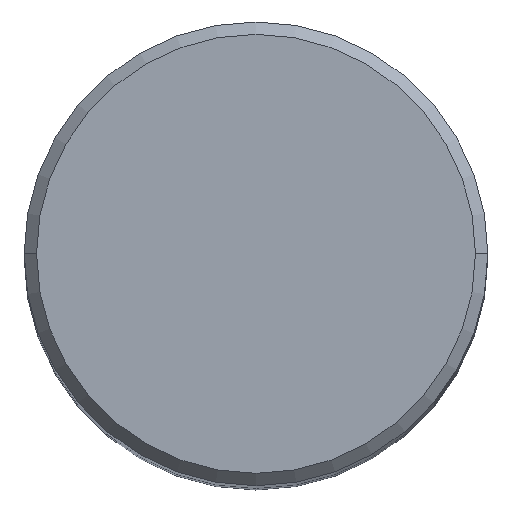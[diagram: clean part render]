
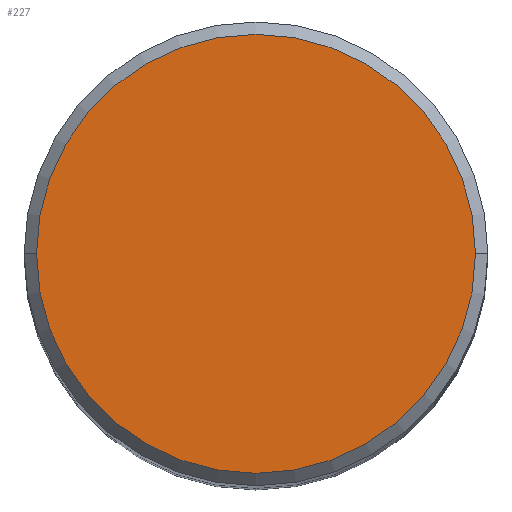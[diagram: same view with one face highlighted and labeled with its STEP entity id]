
A CAD part, top view. The second image highlights one B-rep face of the part: STEP entity #227.
In plain terms, the highlighted planar face has unit normal (0, 0, 1).
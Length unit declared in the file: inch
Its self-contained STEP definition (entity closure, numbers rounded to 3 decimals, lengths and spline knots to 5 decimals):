
#3 = CIRCLE ( 'NONE', #409, 0.355 ) ;
#21 = DIRECTION ( 'NONE',  ( 1., 0., 0. ) ) ;
#53 = CARTESIAN_POINT ( 'NONE',  ( 0., 0., 0. ) ) ;
#78 = VERTEX_POINT ( 'NONE', #295 ) ;
#80 = CARTESIAN_POINT ( 'NONE',  ( 0., 0.355, 0. ) ) ;
#91 = AXIS2_PLACEMENT_3D ( 'NONE', #53, #95, #21 ) ;
#95 = DIRECTION ( 'NONE',  ( 0., 0., 1. ) ) ;
#127 = DIRECTION ( 'NONE',  ( 0., 0., -1. ) ) ;
#136 = ORIENTED_EDGE ( 'NONE', *, *, #308, .T. ) ;
#147 = PLANE ( 'NONE',  #315 ) ;
#151 = VERTEX_POINT ( 'NONE', #162 ) ;
#155 = CIRCLE ( 'NONE', #91, 0.355 ) ;
#158 = DIRECTION ( 'NONE',  ( -1., 0., 0. ) ) ;
#162 = CARTESIAN_POINT ( 'NONE',  ( -0.355, 0., 0. ) ) ;
#200 = DIRECTION ( 'NONE',  ( 0., 0., 1. ) ) ;
#227 = ADVANCED_FACE ( 'NONE', ( #343 ), #147, .F. ) ;
#281 = EDGE_LOOP ( 'NONE', ( #435, #136 ) ) ;
#293 = CARTESIAN_POINT ( 'NONE',  ( 0., 0., 0. ) ) ;
#295 = CARTESIAN_POINT ( 'NONE',  ( 0.355, 0., 0. ) ) ;
#308 = EDGE_CURVE ( 'NONE', #78, #151, #3, .T. ) ;
#315 = AXIS2_PLACEMENT_3D ( 'NONE', #80, #127, #158 ) ;
#343 = FACE_OUTER_BOUND ( 'NONE', #281, .T. ) ;
#360 = DIRECTION ( 'NONE',  ( 1., 0., 0. ) ) ;
#402 = EDGE_CURVE ( 'NONE', #151, #78, #155, .T. ) ;
#409 = AXIS2_PLACEMENT_3D ( 'NONE', #293, #200, #360 ) ;
#435 = ORIENTED_EDGE ( 'NONE', *, *, #402, .T. ) ;
